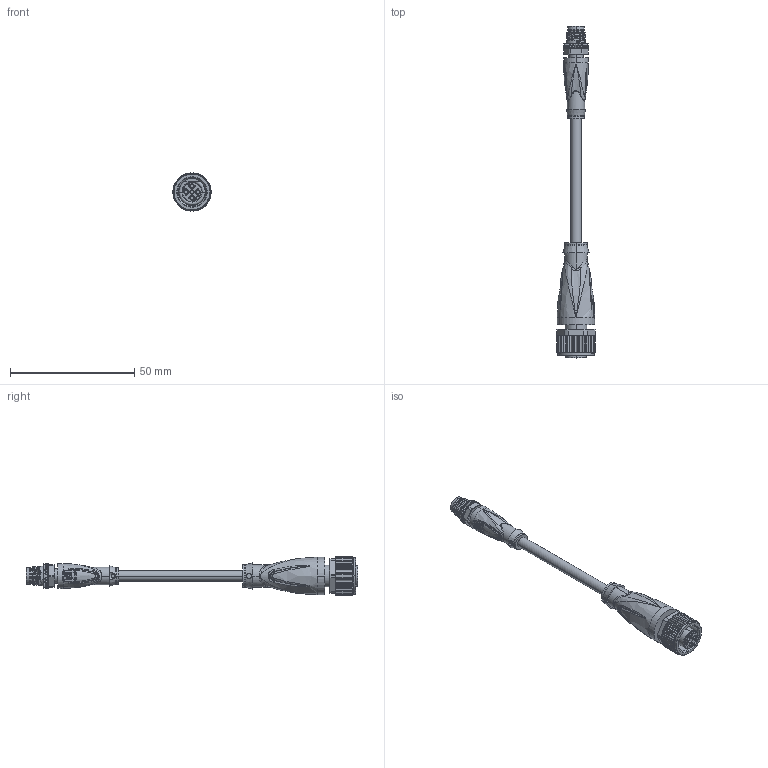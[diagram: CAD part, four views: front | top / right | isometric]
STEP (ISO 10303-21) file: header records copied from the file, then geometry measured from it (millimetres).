
FILE_DESCRIPTION(('STEP AP214'),'1');
FILE_NAME('cctmp_EE36F99F-F1B4-44AB-9F95-06E29F0B1650_2022_04_27_10_56_19_0186..stp','2022-04-27T08:56:26',('KiM GmbH'),('CADClick - www.CADClick.com'),'Spatial InterOp 3D postprocessed',' ','unknown authorization');
FILE_SCHEMA(('AUTOMOTIVE_DESIGN'));
Length unit declared in the file: millimetre
Products named in the file (9): Connection2; Connection2_2; Connection2_1; T196102_1; Cable; Connection1; Connection1_2; Connection1_1; T196102
Assembly tree (8 placements, depth 4):
  T196102
    T196102_1
      Connection2
        Connection2_2
        Connection2_1
      Cable
      Connection1
        Connection1_2
        Connection1_1
Bounding box: 15.4 x 133.7 x 15.37 mm (x, y, z)
Volume: 8429.2 mm3; surface area: 6740.4 mm2
Topology: 7 solids, 27 shells, 1786 faces, 4677 edges, 2967 vertices
Faces by surface type: plane 847, cylinder 301, torus 247, bspline 222, cone 147, extrusion 16, sphere 6
Entity records: 93864 total; most frequent: CARTESIAN_POINT 43517, ORIENTED_EDGE 9278, DIRECTION 8183, EDGE_CURVE 4661, VERTEX_POINT 2967, AXIS2_PLACEMENT_3D 2899, STYLED_ITEM 2433, PRESENTATION_STYLE_ASSIGNMENT 2433
